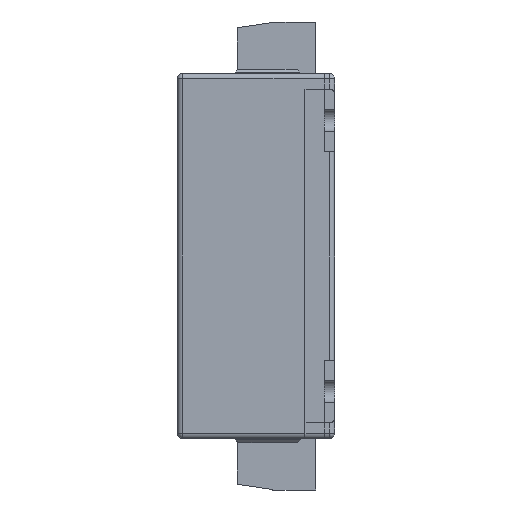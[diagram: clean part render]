
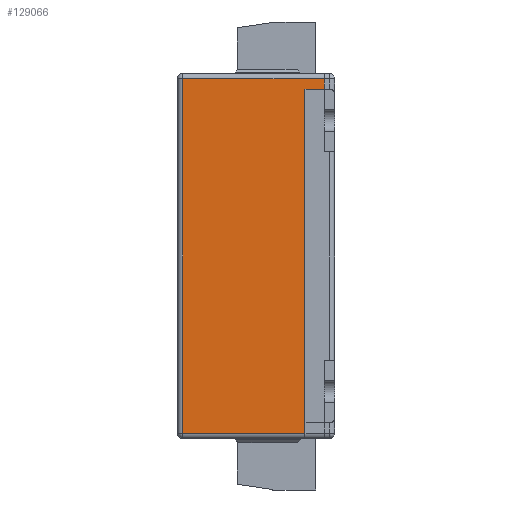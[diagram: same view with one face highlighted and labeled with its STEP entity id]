
A CAD part, left-side view. The second image highlights one B-rep face of the part: STEP entity #129066.
In plain terms, the highlighted face is planar.
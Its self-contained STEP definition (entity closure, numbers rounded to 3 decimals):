
#8666 = CARTESIAN_POINT ( 'NONE',  ( 49., 0., 1. ) ) ;
#9934 = CARTESIAN_POINT ( 'NONE',  ( 49., 0., 1. ) ) ;
#17155 = LINE ( 'NONE', #128611, #152841 ) ;
#24264 = EDGE_CURVE ( 'NONE', #31846, #42925, #17155, .T. ) ;
#31846 = VERTEX_POINT ( 'NONE', #90600 ) ;
#32542 = CARTESIAN_POINT ( 'NONE',  ( 49., 3.7, 69. ) ) ;
#33886 = ORIENTED_EDGE ( 'NONE', *, *, #96507, .F. ) ;
#35923 = CARTESIAN_POINT ( 'NONE',  ( 49., 28., 1. ) ) ;
#36669 = DIRECTION ( 'NONE',  ( 0., 0., 1. ) ) ;
#38010 = EDGE_CURVE ( 'NONE', #125800, #42925, #123910, .T. ) ;
#41577 = CARTESIAN_POINT ( 'NONE',  ( 49., 27.2, 1. ) ) ;
#42925 = VERTEX_POINT ( 'NONE', #32542 ) ;
#45718 = VECTOR ( 'NONE', #36669, 1000. ) ;
#48152 = DIRECTION ( 'NONE',  ( 0., 0., 1. ) ) ;
#57754 = VERTEX_POINT ( 'NONE', #82293 ) ;
#63101 = DIRECTION ( 'NONE',  ( 0., -1., 0. ) ) ;
#82293 = CARTESIAN_POINT ( 'NONE',  ( 49., 0., 3. ) ) ;
#86749 = DIRECTION ( 'NONE',  ( 0., 0., 1. ) ) ;
#88978 = DIRECTION ( 'NONE',  ( 0., -1., 0. ) ) ;
#90437 = VECTOR ( 'NONE', #145366, 1000. ) ;
#90600 = CARTESIAN_POINT ( 'NONE',  ( 49., 27.2, 69. ) ) ;
#91815 = VERTEX_POINT ( 'NONE', #9934 ) ;
#95848 = VECTOR ( 'NONE', #113829, 1000. ) ;
#96507 = EDGE_CURVE ( 'NONE', #150116, #91815, #165172, .T. ) ;
#102280 = CARTESIAN_POINT ( 'NONE',  ( 49., 3.7, 3. ) ) ;
#107585 = EDGE_CURVE ( 'NONE', #57754, #91815, #157370, .T. ) ;
#107854 = ORIENTED_EDGE ( 'NONE', *, *, #24264, .T. ) ;
#113829 = DIRECTION ( 'NONE',  ( 0., 0., -1. ) ) ;
#120243 = FACE_OUTER_BOUND ( 'NONE', #127103, .T. ) ;
#123910 = LINE ( 'NONE', #102280, #45718 ) ;
#124565 = PLANE ( 'NONE',  #126502 ) ;
#125800 = VERTEX_POINT ( 'NONE', #148480 ) ;
#125823 = ORIENTED_EDGE ( 'NONE', *, *, #107585, .T. ) ;
#126502 = AXIS2_PLACEMENT_3D ( 'NONE', #164838, #165406, #86749 ) ;
#126862 = CARTESIAN_POINT ( 'NONE',  ( 49., 27.2, 69. ) ) ;
#127103 = EDGE_LOOP ( 'NONE', ( #33886, #151327, #107854, #157851, #130659, #125823 ) ) ;
#128611 = CARTESIAN_POINT ( 'NONE',  ( 49., 28., 69. ) ) ;
#129066 = ADVANCED_FACE ( 'NONE', ( #120243 ), #124565, .F. ) ;
#130659 = ORIENTED_EDGE ( 'NONE', *, *, #152503, .F. ) ;
#132180 = CARTESIAN_POINT ( 'NONE',  ( 49., 0., 3. ) ) ;
#132296 = VECTOR ( 'NONE', #48152, 1000. ) ;
#145366 = DIRECTION ( 'NONE',  ( 0., 1., 0. ) ) ;
#148480 = CARTESIAN_POINT ( 'NONE',  ( 49., 3.7, 3. ) ) ;
#150116 = VERTEX_POINT ( 'NONE', #41577 ) ;
#151327 = ORIENTED_EDGE ( 'NONE', *, *, #164700, .T. ) ;
#152503 = EDGE_CURVE ( 'NONE', #57754, #125800, #168480, .T. ) ;
#152841 = VECTOR ( 'NONE', #63101, 1000. ) ;
#156879 = VECTOR ( 'NONE', #88978, 1000. ) ;
#157370 = LINE ( 'NONE', #8666, #95848 ) ;
#157851 = ORIENTED_EDGE ( 'NONE', *, *, #38010, .F. ) ;
#163205 = LINE ( 'NONE', #126862, #132296 ) ;
#164700 = EDGE_CURVE ( 'NONE', #150116, #31846, #163205, .T. ) ;
#164838 = CARTESIAN_POINT ( 'NONE',  ( 49., 28., 1. ) ) ;
#165172 = LINE ( 'NONE', #35923, #156879 ) ;
#165406 = DIRECTION ( 'NONE',  ( -1., 0., 0. ) ) ;
#168480 = LINE ( 'NONE', #132180, #90437 ) ;
